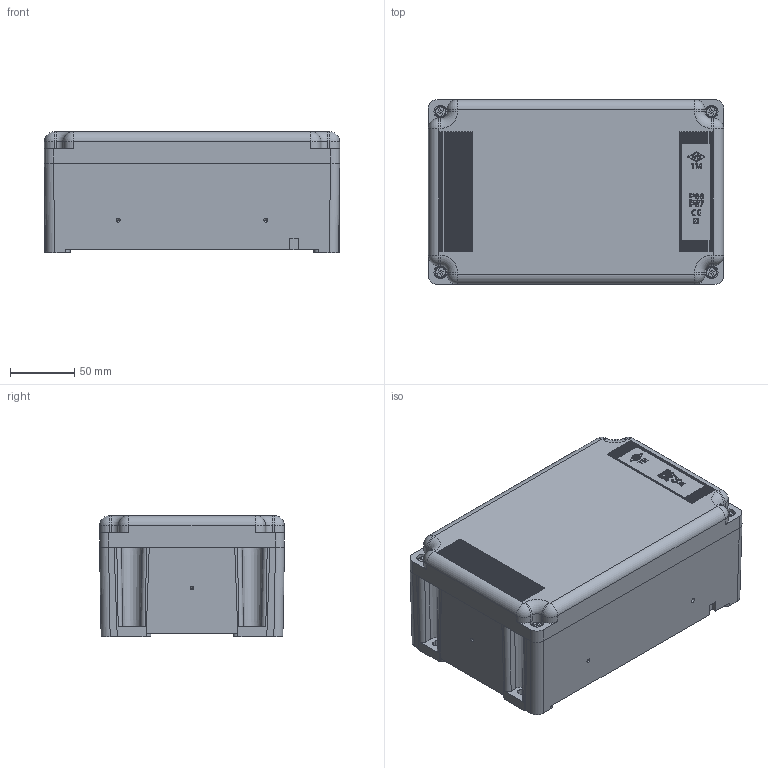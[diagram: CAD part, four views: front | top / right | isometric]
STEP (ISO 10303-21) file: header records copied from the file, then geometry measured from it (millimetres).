
FILE_DESCRIPTION(('Creo Elements/Direct Modeling STEP Export'),'2;1');
FILE_NAME('223mj5460vmrs748032','2024-01-31T13:47:33',(''),(''),'Creo Elements/Direct Modeling STEP processor for AP214 (Solid Model)','Creo Elements/Direct Modeling 20.5B 27-May-2023 (C) Parametric Technology GmbH','');
FILE_SCHEMA(('AUTOMOTIVE_DESIGN { 1 0 10303 214 1 1 1 1 }'));
Length unit declared in the file: millimetre
Products named in the file (3): COPERCHIO_2314; SCATOLA_2314; TM_2314_DB
Assembly tree (2 placements, depth 2):
  TM_2314_DB
    SCATOLA_2314
    COPERCHIO_2314
Bounding box: 230 x 144 x 94.9 mm (x, y, z)
Volume: 726582.1 mm3; surface area: 271247.1 mm2
Topology: 2 solids, 2 shells, 1161 faces, 3100 edges, 2044 vertices
Faces by surface type: plane 820, cylinder 257, cone 58, torus 18, sphere 8
Entity records: 44850 total; most frequent: CARTESIAN_POINT 6780, ORIENTED_EDGE 6156, DIRECTION 5647, EDGE_CURVE 3078, VECTOR 2353, LINE 2353, VERTEX_POINT 2044, AXIS2_PLACEMENT_3D 1647
